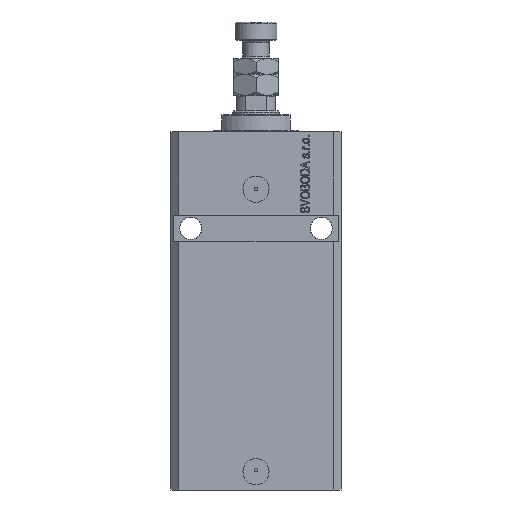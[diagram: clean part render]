
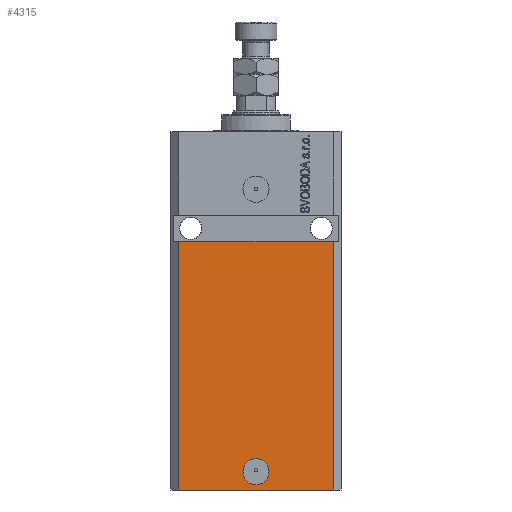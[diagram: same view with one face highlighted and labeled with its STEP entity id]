
A CAD part, front view. The second image highlights one B-rep face of the part: STEP entity #4315.
In plain terms, the highlighted planar face has unit normal (0, -1, 0).
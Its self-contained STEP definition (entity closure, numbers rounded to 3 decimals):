
#1115 = ORIENTED_EDGE ( 'NONE', *, *, #3005, .T. ) ;
#1179 = EDGE_LOOP ( 'NONE', ( #7209, #39379 ) ) ;
#1962 = DIRECTION ( 'NONE',  ( 0., 0., 1. ) ) ;
#2007 = CARTESIAN_POINT ( 'NONE',  ( 29.5, -22.5, -137. ) ) ;
#2411 = CARTESIAN_POINT ( 'NONE',  ( 29.5, -22.5, -137. ) ) ;
#2473 = VECTOR ( 'NONE', #35693, 1000. ) ;
#3005 = EDGE_CURVE ( 'NONE', #38318, #8913, #28188, .T. ) ;
#3468 = CARTESIAN_POINT ( 'NONE',  ( 29.5, -22.5, -42. ) ) ;
#4289 = CARTESIAN_POINT ( 'NONE',  ( -29.5, -22.5, -42. ) ) ;
#4295 = CARTESIAN_POINT ( 'NONE',  ( 0., -22.5, -130. ) ) ;
#4315 = ADVANCED_FACE ( 'NONE', ( #4757, #43420 ), #35703, .T. ) ;
#4535 = DIRECTION ( 'NONE',  ( 0., -1., 0. ) ) ;
#4757 = FACE_BOUND ( 'NONE', #1179, .T. ) ;
#5007 = EDGE_CURVE ( 'NONE', #16461, #13453, #26420, .T. ) ;
#5841 = VECTOR ( 'NONE', #1962, 1000. ) ;
#5975 = CIRCLE ( 'NONE', #33062, 5. ) ;
#7209 = ORIENTED_EDGE ( 'NONE', *, *, #5007, .F. ) ;
#7800 = DIRECTION ( 'NONE',  ( 1., 0., 0. ) ) ;
#7851 = EDGE_CURVE ( 'NONE', #38318, #14259, #24656, .T. ) ;
#8827 = DIRECTION ( 'NONE',  ( 1., 0., 0. ) ) ;
#8913 = VERTEX_POINT ( 'NONE', #2007 ) ;
#10307 = CARTESIAN_POINT ( 'NONE',  ( -29.5, -22.5, -137. ) ) ;
#10716 = CARTESIAN_POINT ( 'NONE',  ( -5., -22.5, -130. ) ) ;
#11298 = AXIS2_PLACEMENT_3D ( 'NONE', #46995, #23792, #8827 ) ;
#13453 = VERTEX_POINT ( 'NONE', #10716 ) ;
#14259 = VERTEX_POINT ( 'NONE', #4289 ) ;
#15112 = EDGE_CURVE ( 'NONE', #13453, #16461, #5975, .T. ) ;
#16461 = VERTEX_POINT ( 'NONE', #32171 ) ;
#21415 = CARTESIAN_POINT ( 'NONE',  ( -29.5, -22.5, -137. ) ) ;
#21600 = DIRECTION ( 'NONE',  ( 0., 0., 1. ) ) ;
#23188 = CARTESIAN_POINT ( 'NONE',  ( -32.5, -22.5, -42. ) ) ;
#23792 = DIRECTION ( 'NONE',  ( 0., -1., 0. ) ) ;
#24206 = DIRECTION ( 'NONE',  ( 1., 0., 0. ) ) ;
#24656 = LINE ( 'NONE', #21415, #5841 ) ;
#24817 = VERTEX_POINT ( 'NONE', #3468 ) ;
#25129 = VECTOR ( 'NONE', #21600, 1000. ) ;
#26420 = CIRCLE ( 'NONE', #11298, 5. ) ;
#27174 = LINE ( 'NONE', #23188, #35682 ) ;
#28188 = LINE ( 'NONE', #43658, #2473 ) ;
#29591 = EDGE_LOOP ( 'NONE', ( #49130, #37302, #1115, #48510 ) ) ;
#29770 = EDGE_CURVE ( 'NONE', #8913, #24817, #36592, .T. ) ;
#31217 = DIRECTION ( 'NONE',  ( 0., -1., 0. ) ) ;
#32171 = CARTESIAN_POINT ( 'NONE',  ( 5., -22.5, -130. ) ) ;
#33062 = AXIS2_PLACEMENT_3D ( 'NONE', #4295, #4535, #7800 ) ;
#35682 = VECTOR ( 'NONE', #42643, 1000. ) ;
#35693 = DIRECTION ( 'NONE',  ( 1., 0., 0. ) ) ;
#35703 = PLANE ( 'NONE',  #46336 ) ;
#36592 = LINE ( 'NONE', #2411, #25129 ) ;
#37302 = ORIENTED_EDGE ( 'NONE', *, *, #7851, .F. ) ;
#37583 = EDGE_CURVE ( 'NONE', #14259, #24817, #27174, .T. ) ;
#38318 = VERTEX_POINT ( 'NONE', #10307 ) ;
#39379 = ORIENTED_EDGE ( 'NONE', *, *, #15112, .F. ) ;
#39695 = CARTESIAN_POINT ( 'NONE',  ( -29.5, -22.5, -137. ) ) ;
#42643 = DIRECTION ( 'NONE',  ( 1., 0., 0. ) ) ;
#43420 = FACE_OUTER_BOUND ( 'NONE', #29591, .T. ) ;
#43658 = CARTESIAN_POINT ( 'NONE',  ( -29.5, -22.5, -137. ) ) ;
#46336 = AXIS2_PLACEMENT_3D ( 'NONE', #39695, #31217, #24206 ) ;
#46995 = CARTESIAN_POINT ( 'NONE',  ( 0., -22.5, -130. ) ) ;
#48510 = ORIENTED_EDGE ( 'NONE', *, *, #29770, .T. ) ;
#49130 = ORIENTED_EDGE ( 'NONE', *, *, #37583, .F. ) ;
